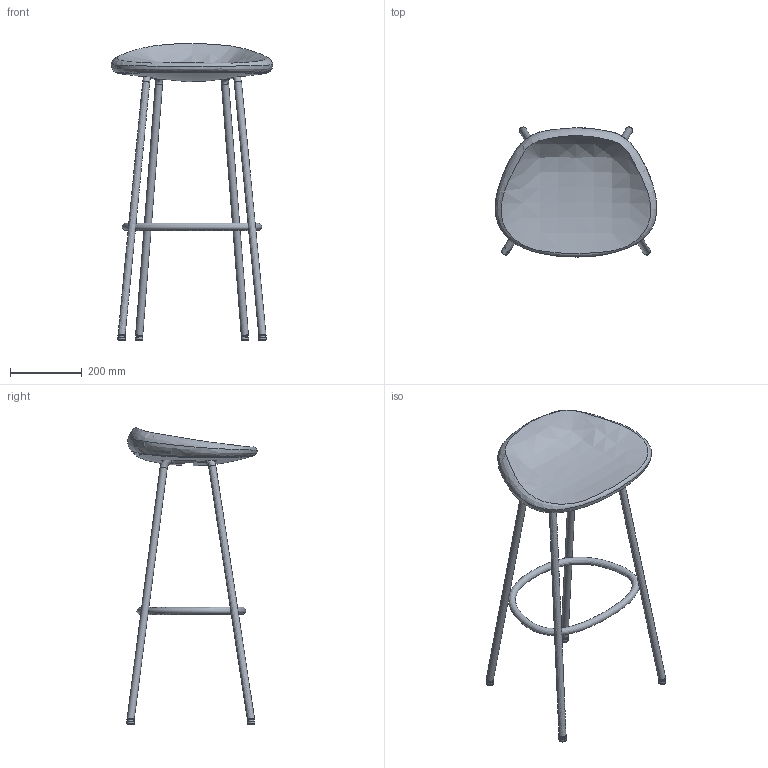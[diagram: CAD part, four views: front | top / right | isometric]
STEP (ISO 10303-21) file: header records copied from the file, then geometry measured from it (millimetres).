
FILE_DESCRIPTION(/* description */ (''),/* implementation_level */ '2;1');
FILE_NAME(/* name */ 'Pebble_CB-273_3D',/* time_stamp */ '2023-10-06T12:12:13+02:00',/* author */ (''),/* organization */ (''),/* preprocessor_version */ 'ST-DEVELOPER v16.5',/* originating_system */ 'Rhino 7.31',/* authorisation */ '');
FILE_SCHEMA (('AUTOMOTIVE_DESIGN'));
Length unit declared in the file: centimetre
Products named in the file (2): Document; Pebble_CB-273
Assembly tree (1 placements, depth 2):
  Document
    Pebble_CB-273
Bounding box: 451.69 x 364.19 x 828.39 mm (x, y, z)
Volume: 5105050.3 mm3; surface area: 615765.2 mm2
Topology: 7 solids, 21 shells, 79 faces, 133 edges, 87 vertices
Faces by surface type: bspline 31, plane 30, cylinder 18
Full cylindrical faces by diameter (mm): 19.5 x4, 20 x7, 21 x4
Entity records: 24802 total; most frequent: CARTESIAN_POINT 23596, ORIENTED_EDGE 250, EDGE_CURVE 133, EDGE_LOOP 88, VERTEX_POINT 87, ADVANCED_FACE 79, FACE_OUTER_BOUND 79, DIRECTION 58
